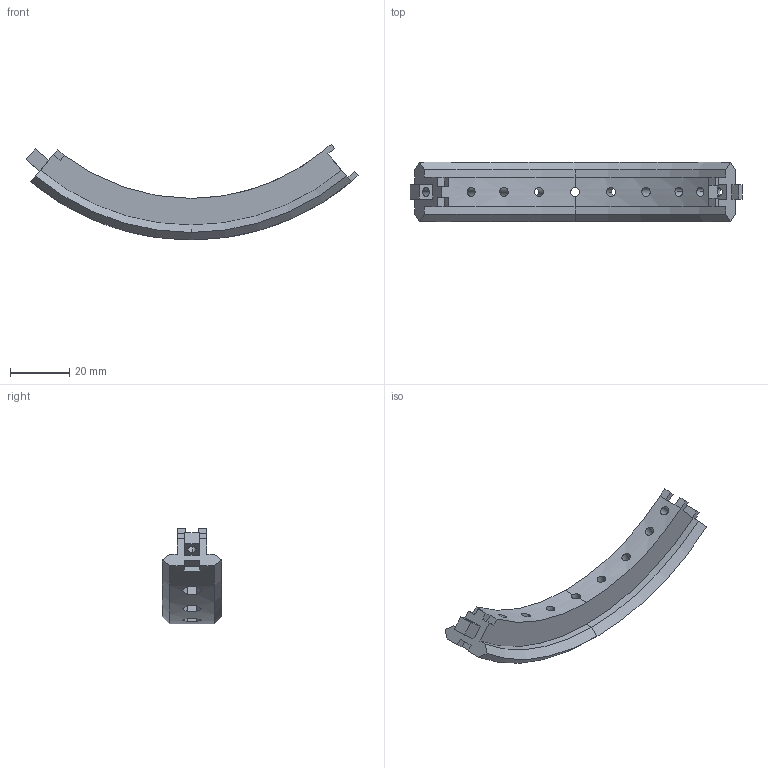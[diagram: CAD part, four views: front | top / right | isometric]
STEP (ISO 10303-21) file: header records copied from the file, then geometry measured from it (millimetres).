
FILE_DESCRIPTION (( 'STEP AP214' ), '1' );
FILE_NAME ('賑遠R70.ST', '2024-10-13T07:32:26', ( '' ), ( '' ), 'SwSTEP 2.0', 'SolidWorks 2024', '' );
FILE_SCHEMA (( 'AUTOMOTIVE_DESIGN' ));
Length unit declared in the file: millimetre
Products named in the file (1): 滑环R70
Bounding box: 111.93 x 20 x 32.31 mm (x, y, z)
Volume: 17721 mm3; surface area: 8769.3 mm2
Topology: 1 solids, 1 shells, 123 faces, 331 edges, 218 vertices
Faces by surface type: plane 87, cylinder 30, cone 6
Entity records: 4300 total; most frequent: CARTESIAN_POINT 1223, ORIENTED_EDGE 662, DIRECTION 581, EDGE_CURVE 331, LINE 233, VECTOR 233, VERTEX_POINT 218, AXIS2_PLACEMENT_3D 174
